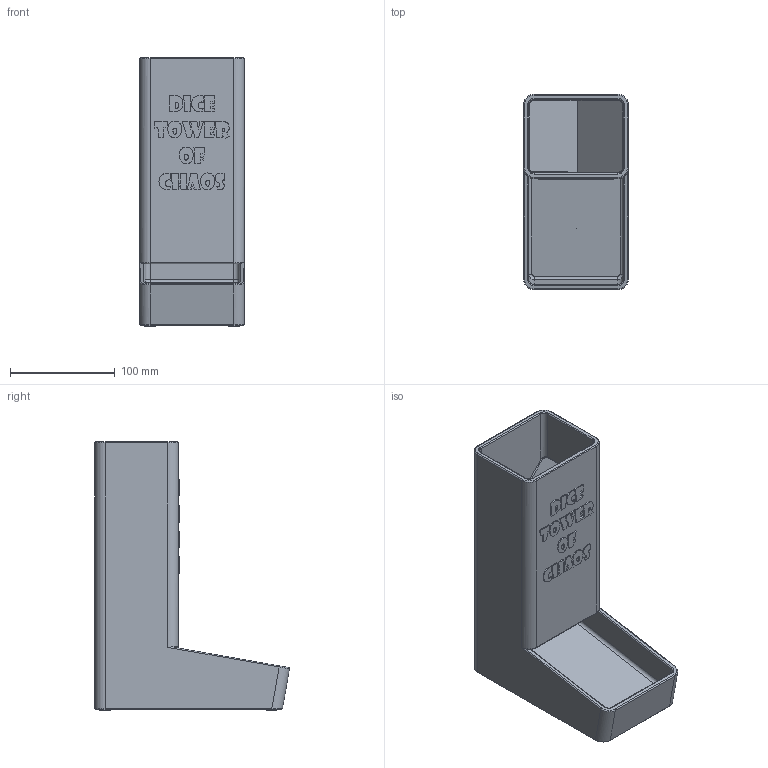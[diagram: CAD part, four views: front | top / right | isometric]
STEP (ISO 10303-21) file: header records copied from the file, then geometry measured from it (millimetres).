
FILE_DESCRIPTION(/* description */ (''),/* implementation_level */ '2;1');
FILE_NAME(/* name */ 'dice_tower_assembly.step',/* time_stamp */ '2025-04-10T11:22:14-04:00',/* author */ (''),/* organization */ (''),/* preprocessor_version */ 'ST-DEVELOPER v20.1',/* originating_system */ 'Autodesk Translation Framework v14.4.0.0',/* authorisation */ '');
FILE_SCHEMA (('AUTOMOTIVE_DESIGN { 1 0 10303 214 3 1 1 }'));
Length unit declared in the file: millimetre
Products named in the file (4): 1 - Dice Tower; Steel Mass; Ø10mm Rubber Foot; #17911
Assembly tree (7 placements, depth 2):
  1 - Dice Tower
    Steel Mass
    Ø10mm Rubber Foot  x4
    #17911  x2
Bounding box: 100 x 185.92 x 256 mm (x, y, z)
Volume: 937144.2 mm3; surface area: 260395.5 mm2
Topology: 8 solids, 8 shells, 535 faces, 1363 edges, 872 vertices
Faces by surface type: bspline 211, plane 174, cylinder 104, torus 32, cone 14
Full cylindrical faces by diameter (mm): 3.416 x2, 4.128 x2, 4.496 x2, 7.163 x2, 10 x4, 12 x4
Entity records: 17912 total; most frequent: CARTESIAN_POINT 6748, ORIENTED_EDGE 2590, DIRECTION 1751, EDGE_CURVE 1295, VERTEX_POINT 829, LINE 631, VECTOR 631, AXIS2_PLACEMENT_3D 560
